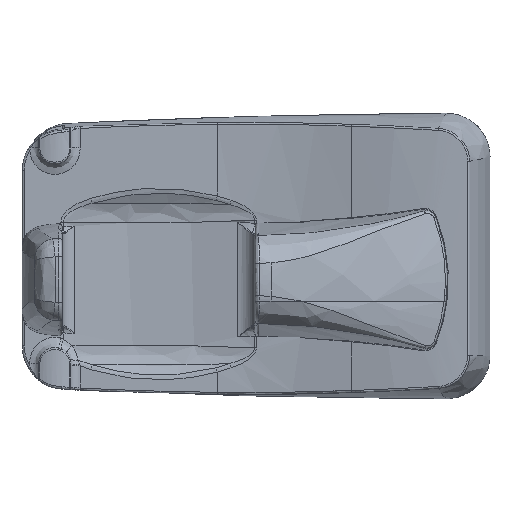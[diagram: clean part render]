
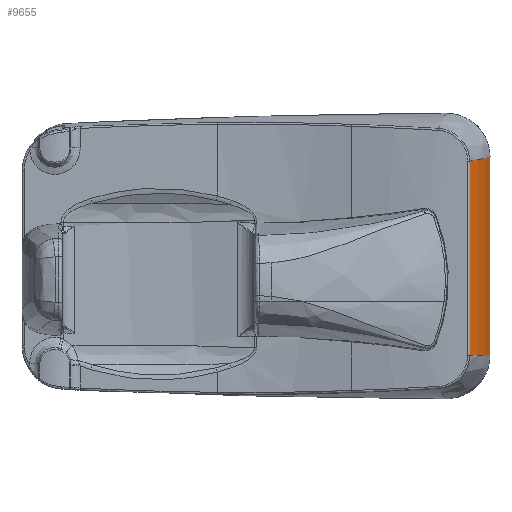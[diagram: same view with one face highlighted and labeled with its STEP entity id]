
A CAD part, top view. The second image highlights one B-rep face of the part: STEP entity #9655.
In plain terms, the highlighted free-form (B-spline) face has degree [3, 3] with [15, 4] control points.
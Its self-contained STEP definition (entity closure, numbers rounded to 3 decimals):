
#753=LINE('',#27976,#1225);
#755=LINE('',#28787,#1227);
#1225=VECTOR('',#12370,10.);
#1227=VECTOR('',#12388,10.);
#1878=CIRCLE('',#10537,75.001);
#2524=FACE_OUTER_BOUND('',#3186,.T.);
#3186=EDGE_LOOP('',(#7810,#7811,#7812,#7813));
#3728=B_SPLINE_CURVE_WITH_KNOTS('',3,(#27967,#27968,#27969,#27970),
 .UNSPECIFIED.,.F.,.F.,(4,4),(0.049,0.978),
 .UNSPECIFIED.);
#4475=VERTEX_POINT('',#27706);
#4477=VERTEX_POINT('',#27965);
#4479=VERTEX_POINT('',#27974);
#4487=VERTEX_POINT('',#28786);
#5697=EDGE_CURVE('',#4475,#4477,#3728,.T.);
#5700=EDGE_CURVE('',#4479,#4477,#753,.T.);
#5716=EDGE_CURVE('',#4475,#4487,#755,.T.);
#5718=EDGE_CURVE('',#4487,#4479,#1878,.T.);
#7810=ORIENTED_EDGE('',*,*,#5700,.F.);
#7811=ORIENTED_EDGE('',*,*,#5718,.F.);
#7812=ORIENTED_EDGE('',*,*,#5716,.F.);
#7813=ORIENTED_EDGE('',*,*,#5697,.T.);
#9313=B_SPLINE_SURFACE_WITH_KNOTS('',3,3,((#28789,#28790,#28791,#28792),
(#28793,#28794,#28795,#28796),(#28797,#28798,#28799,#28800),(#28801,#28802,
#28803,#28804),(#28805,#28806,#28807,#28808),(#28809,#28810,#28811,#28812),
(#28813,#28814,#28815,#28816),(#28817,#28818,#28819,#28820),(#28821,#28822,
#28823,#28824),(#28825,#28826,#28827,#28828),(#28829,#28830,#28831,#28832),
(#28833,#28834,#28835,#28836),(#28837,#28838,#28839,#28840),(#28841,#28842,
#28843,#28844),(#28845,#28846,#28847,#28848)),.UNSPECIFIED.,.F.,.F.,.F.,
(4,3,1,1,1,2,1,1,1,4),(4,4),(-0.01,0.,0.127,0.253,
0.38,0.507,0.63,0.753,
0.877,1.),(0.,1.),.UNSPECIFIED.);
#9655=ADVANCED_FACE('',(#2524),#9313,.T.);
#10537=AXIS2_PLACEMENT_3D('',#28849,#12391,#12392);
#12370=DIRECTION('',(0.,1.,0.));
#12388=DIRECTION('',(0.,-1.,0.));
#12391=DIRECTION('center_axis',(0.,-1.,
0.));
#12392=DIRECTION('ref_axis',(0.846,0.,0.533));
#27706=CARTESIAN_POINT('',(153.21,56.831,-36.763));
#27965=CARTESIAN_POINT('',(143.806,54.554,-14.553));
#27967=CARTESIAN_POINT('Ctrl Pts',(153.21,56.831,-36.763));
#27968=CARTESIAN_POINT('Ctrl Pts',(151.294,56.072,-28.903));
#27969=CARTESIAN_POINT('Ctrl Pts',(148.119,55.313,-21.402));
#27970=CARTESIAN_POINT('Ctrl Pts',(143.806,54.554,-14.553));
#27974=CARTESIAN_POINT('',(143.806,-34.956,-14.553));
#27976=CARTESIAN_POINT('',(143.806,-34.956,-14.553));
#28786=CARTESIAN_POINT('',(153.21,-34.95,-36.763));
#28787=CARTESIAN_POINT('',(153.21,56.831,-36.763));
#28789=CARTESIAN_POINT('Ctrl Pts',(143.5,55.377,-14.072));
#28790=CARTESIAN_POINT('Ctrl Pts',(148.197,56.214,-21.406));
#28791=CARTESIAN_POINT('Ctrl Pts',(151.581,57.05,-29.504));
#28792=CARTESIAN_POINT('Ctrl Pts',(153.5,57.887,-38.));
#28793=CARTESIAN_POINT('Ctrl Pts',(143.5,55.085,-14.072));
#28794=CARTESIAN_POINT('Ctrl Pts',(148.197,55.915,-21.406));
#28795=CARTESIAN_POINT('Ctrl Pts',(151.581,56.745,-29.504));
#28796=CARTESIAN_POINT('Ctrl Pts',(153.5,57.575,-38.));
#28797=CARTESIAN_POINT('Ctrl Pts',(143.5,54.793,-14.072));
#28798=CARTESIAN_POINT('Ctrl Pts',(148.197,55.616,-21.406));
#28799=CARTESIAN_POINT('Ctrl Pts',(151.581,56.439,-29.504));
#28800=CARTESIAN_POINT('Ctrl Pts',(153.5,57.262,-38.));
#28801=CARTESIAN_POINT('Ctrl Pts',(143.5,54.5,-14.072));
#28802=CARTESIAN_POINT('Ctrl Pts',(148.197,55.317,-21.406));
#28803=CARTESIAN_POINT('Ctrl Pts',(151.581,56.133,-29.504));
#28804=CARTESIAN_POINT('Ctrl Pts',(153.5,56.95,-38.));
#28805=CARTESIAN_POINT('Ctrl Pts',(143.5,50.797,-14.072));
#28806=CARTESIAN_POINT('Ctrl Pts',(148.197,51.529,-21.406));
#28807=CARTESIAN_POINT('Ctrl Pts',(151.581,52.261,-29.504));
#28808=CARTESIAN_POINT('Ctrl Pts',(153.5,52.993,-38.));
#28809=CARTESIAN_POINT('Ctrl Pts',(143.5,43.392,-14.072));
#28810=CARTESIAN_POINT('Ctrl Pts',(148.197,43.954,-21.406));
#28811=CARTESIAN_POINT('Ctrl Pts',(151.581,44.516,-29.504));
#28812=CARTESIAN_POINT('Ctrl Pts',(153.5,45.078,-38.));
#28813=CARTESIAN_POINT('Ctrl Pts',(143.5,32.256,-14.072));
#28814=CARTESIAN_POINT('Ctrl Pts',(148.197,32.582,-21.406));
#28815=CARTESIAN_POINT('Ctrl Pts',(151.581,32.909,-29.504));
#28816=CARTESIAN_POINT('Ctrl Pts',(153.5,33.235,-38.));
#28817=CARTESIAN_POINT('Ctrl Pts',(143.5,21.065,-14.072));
#28818=CARTESIAN_POINT('Ctrl Pts',(148.197,21.194,-21.406));
#28819=CARTESIAN_POINT('Ctrl Pts',(151.581,21.322,-29.504));
#28820=CARTESIAN_POINT('Ctrl Pts',(153.5,21.451,-38.));
#28821=CARTESIAN_POINT('Ctrl Pts',(143.5,13.549,-14.072));
#28822=CARTESIAN_POINT('Ctrl Pts',(148.197,13.584,-21.406));
#28823=CARTESIAN_POINT('Ctrl Pts',(151.581,13.618,-29.504));
#28824=CARTESIAN_POINT('Ctrl Pts',(153.5,13.653,-38.));
#28825=CARTESIAN_POINT('Ctrl Pts',(143.5,6.095,-14.072));
#28826=CARTESIAN_POINT('Ctrl Pts',(148.197,6.061,-21.406));
#28827=CARTESIAN_POINT('Ctrl Pts',(151.581,6.028,-29.504));
#28828=CARTESIAN_POINT('Ctrl Pts',(153.5,5.994,-38.));
#28829=CARTESIAN_POINT('Ctrl Pts',(143.5,-1.297,-14.072));
#28830=CARTESIAN_POINT('Ctrl Pts',(148.197,-1.372,-21.406));
#28831=CARTESIAN_POINT('Ctrl Pts',(151.581,-1.447,-29.504));
#28832=CARTESIAN_POINT('Ctrl Pts',(153.5,-1.522,-38.));
#28833=CARTESIAN_POINT('Ctrl Pts',(143.5,-12.469,-14.072));
#28834=CARTESIAN_POINT('Ctrl Pts',(148.197,-12.55,-21.406));
#28835=CARTESIAN_POINT('Ctrl Pts',(151.581,-12.631,-29.504));
#28836=CARTESIAN_POINT('Ctrl Pts',(153.5,-12.711,-38.));
#28837=CARTESIAN_POINT('Ctrl Pts',(143.5,-23.699,-14.072));
#28838=CARTESIAN_POINT('Ctrl Pts',(148.197,-23.747,-21.406));
#28839=CARTESIAN_POINT('Ctrl Pts',(151.581,-23.796,-29.504));
#28840=CARTESIAN_POINT('Ctrl Pts',(153.5,-23.844,-38.));
#28841=CARTESIAN_POINT('Ctrl Pts',(143.5,-31.204,-14.072));
#28842=CARTESIAN_POINT('Ctrl Pts',(148.197,-31.218,-21.406));
#28843=CARTESIAN_POINT('Ctrl Pts',(151.581,-31.233,-29.504));
#28844=CARTESIAN_POINT('Ctrl Pts',(153.5,-31.248,-38.));
#28845=CARTESIAN_POINT('Ctrl Pts',(143.5,-34.956,-14.072));
#28846=CARTESIAN_POINT('Ctrl Pts',(148.197,-34.954,-21.406));
#28847=CARTESIAN_POINT('Ctrl Pts',(151.581,-34.952,-29.504));
#28848=CARTESIAN_POINT('Ctrl Pts',(153.5,-34.95,-38.));
#28849=CARTESIAN_POINT('Origin',(80.341,-34.953,-54.52));
